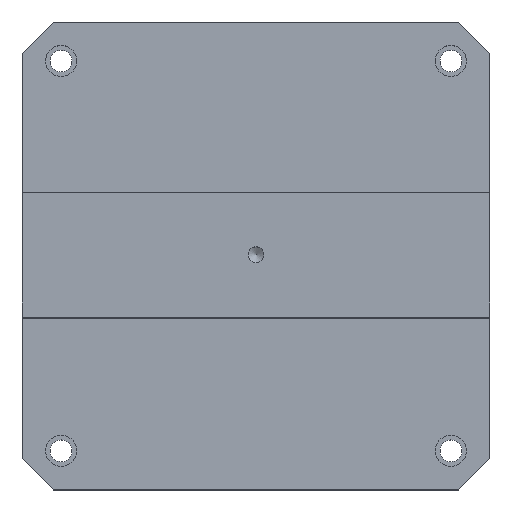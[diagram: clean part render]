
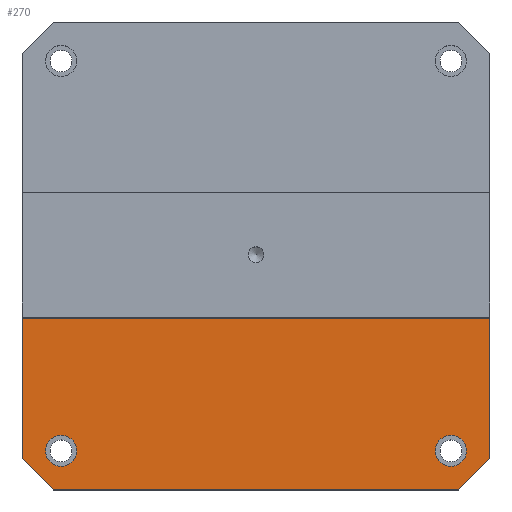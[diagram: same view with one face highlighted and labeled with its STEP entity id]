
A CAD part, top view. The second image highlights one B-rep face of the part: STEP entity #270.
In plain terms, the highlighted planar face has unit normal (0, 0, 1).
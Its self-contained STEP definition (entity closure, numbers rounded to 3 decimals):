
#270 = ADVANCED_FACE( '', ( #980, #981, #982 ), #983, .T. );
#980 = FACE_BOUND( '', #1752, .T. );
#981 = FACE_BOUND( '', #1753, .T. );
#982 = FACE_OUTER_BOUND( '', #1754, .T. );
#983 = PLANE( '', #1755 );
#1752 = EDGE_LOOP( '', ( #2930 ) );
#1753 = EDGE_LOOP( '', ( #2931 ) );
#1754 = EDGE_LOOP( '', ( #2932, #2933, #2934, #2935, #2936, #2937 ) );
#1755 = AXIS2_PLACEMENT_3D( '', #2938, #2939, #2940 );
#2930 = ORIENTED_EDGE( '', *, *, #3432, .T. );
#2931 = ORIENTED_EDGE( '', *, *, #3433, .T. );
#2932 = ORIENTED_EDGE( '', *, *, #3434, .T. );
#2933 = ORIENTED_EDGE( '', *, *, #3435, .T. );
#2934 = ORIENTED_EDGE( '', *, *, #3436, .T. );
#2935 = ORIENTED_EDGE( '', *, *, #3239, .T. );
#2936 = ORIENTED_EDGE( '', *, *, #3246, .T. );
#2937 = ORIENTED_EDGE( '', *, *, #3437, .T. );
#2938 = CARTESIAN_POINT( '', ( -150., -150., 50. ) );
#2939 = DIRECTION( '', ( 0., 0., 1. ) );
#2940 = DIRECTION( '', ( 1., 0., 0. ) );
#3239 = EDGE_CURVE( '', #3695, #3696, #3697, .T. );
#3246 = EDGE_CURVE( '', #3696, #3706, #3708, .T. );
#3432 = EDGE_CURVE( '', #3893, #3893, #3894, .T. );
#3433 = EDGE_CURVE( '', #3895, #3895, #3896, .T. );
#3434 = EDGE_CURVE( '', #3897, #3898, #3899, .T. );
#3435 = EDGE_CURVE( '', #3898, #3900, #3901, .F. );
#3436 = EDGE_CURVE( '', #3900, #3695, #3902, .T. );
#3437 = EDGE_CURVE( '', #3706, #3897, #3903, .F. );
#3695 = VERTEX_POINT( '', #4194 );
#3696 = VERTEX_POINT( '', #4195 );
#3697 = LINE( '', #4196, #4197 );
#3706 = VERTEX_POINT( '', #4211 );
#3708 = LINE( '', #4214, #4215 );
#3893 = VERTEX_POINT( '', #4400 );
#3894 = CIRCLE( '', #4401, 10. );
#3895 = VERTEX_POINT( '', #4402 );
#3896 = CIRCLE( '', #4403, 10. );
#3897 = VERTEX_POINT( '', #4404 );
#3898 = VERTEX_POINT( '', #4405 );
#3899 = LINE( '', #4406, #4407 );
#3900 = VERTEX_POINT( '', #4408 );
#3901 = LINE( '', #4409, #4410 );
#3902 = LINE( '', #4411, #4412 );
#3903 = LINE( '', #4413, #4414 );
#4194 = CARTESIAN_POINT( '', ( 150., -40., 50. ) );
#4195 = CARTESIAN_POINT( '', ( -150., -40., 50. ) );
#4196 = CARTESIAN_POINT( '', ( -150., -40., 50. ) );
#4197 = VECTOR( '', #4810, 1000. );
#4211 = CARTESIAN_POINT( '', ( -150., -130., 50. ) );
#4214 = CARTESIAN_POINT( '', ( -150., 150., 50. ) );
#4215 = VECTOR( '', #4817, 1000. );
#4400 = CARTESIAN_POINT( '', ( -125., -135., 50. ) );
#4401 = AXIS2_PLACEMENT_3D( '', #5094, #5095, #5096 );
#4402 = CARTESIAN_POINT( '', ( 125., -135., 50. ) );
#4403 = AXIS2_PLACEMENT_3D( '', #5097, #5098, #5099 );
#4404 = CARTESIAN_POINT( '', ( -130., -150., 50. ) );
#4405 = CARTESIAN_POINT( '', ( 130., -150., 50. ) );
#4406 = CARTESIAN_POINT( '', ( -150., -150., 50. ) );
#4407 = VECTOR( '', #5100, 1000. );
#4408 = CARTESIAN_POINT( '', ( 150., -130., 50. ) );
#4409 = CARTESIAN_POINT( '', ( -10., -290., 50. ) );
#4410 = VECTOR( '', #5101, 1000. );
#4411 = CARTESIAN_POINT( '', ( 150., -150., 50. ) );
#4412 = VECTOR( '', #5102, 1000. );
#4413 = CARTESIAN_POINT( '', ( -140., -140., 50. ) );
#4414 = VECTOR( '', #5103, 1000. );
#4810 = DIRECTION( '', ( -1., 0., 0. ) );
#4817 = DIRECTION( '', ( 0., -1., 0. ) );
#5094 = CARTESIAN_POINT( '', ( -125., -125., 50. ) );
#5095 = DIRECTION( '', ( 0., 0., -1. ) );
#5096 = DIRECTION( '', ( 0., -1., 0. ) );
#5097 = CARTESIAN_POINT( '', ( 125., -125., 50. ) );
#5098 = DIRECTION( '', ( 0., 0., -1. ) );
#5099 = DIRECTION( '', ( 0., -1., 0. ) );
#5100 = DIRECTION( '', ( 1., 0., 0. ) );
#5101 = DIRECTION( '', ( -0.707, -0.707, 0. ) );
#5102 = DIRECTION( '', ( 0., 1., 0. ) );
#5103 = DIRECTION( '', ( -0.707, 0.707, 0. ) );
